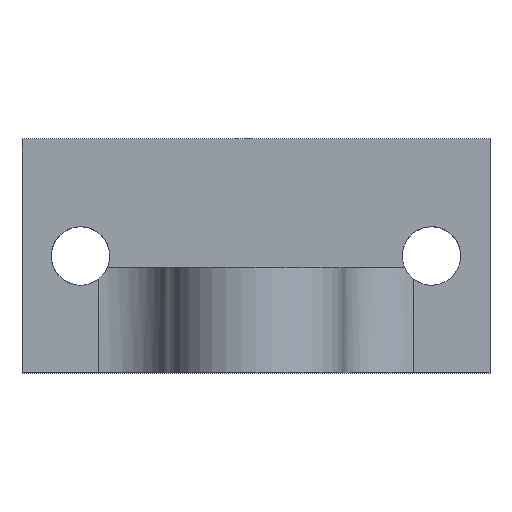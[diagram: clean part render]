
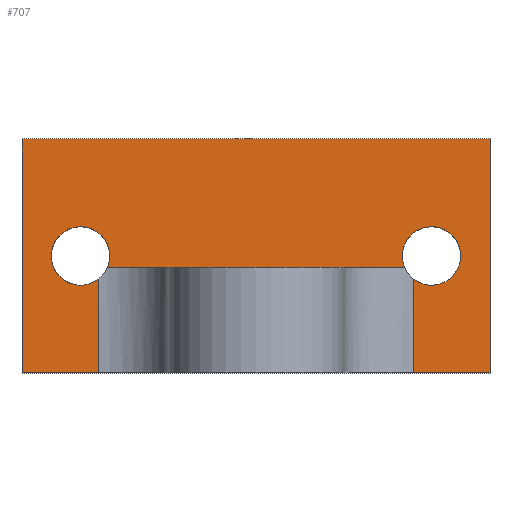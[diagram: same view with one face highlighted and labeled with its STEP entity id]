
A CAD part, top view. The second image highlights one B-rep face of the part: STEP entity #707.
In plain terms, the highlighted planar face has unit normal (0, 0, 1).
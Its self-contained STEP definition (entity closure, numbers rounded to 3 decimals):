
#24=PLANE('',#772);
#55=FACE_OUTER_BOUND('',#93,.T.);
#93=EDGE_LOOP('',(#544,#545,#546,#547,#548,#549,#550,#551,#552,#553,#554,
#555));
#126=CIRCLE('',#773,2.5);
#127=CIRCLE('',#774,2.5);
#128=CIRCLE('',#775,2.5);
#129=CIRCLE('',#776,2.5);
#192=LINE('',#1526,#237);
#196=LINE('',#1534,#241);
#200=LINE('',#1548,#245);
#203=LINE('',#1568,#248);
#205=LINE('',#1574,#250);
#206=LINE('',#1576,#251);
#207=LINE('',#1577,#252);
#208=LINE('',#1583,#253);
#237=VECTOR('',#867,10.);
#241=VECTOR('',#871,10.);
#245=VECTOR('',#885,10.);
#248=VECTOR('',#892,10.);
#250=VECTOR('',#898,10.);
#251=VECTOR('',#899,10.);
#252=VECTOR('',#900,10.);
#253=VECTOR('',#905,10.);
#311=VERTEX_POINT('',#1523);
#312=VERTEX_POINT('',#1525);
#315=VERTEX_POINT('',#1531);
#316=VERTEX_POINT('',#1533);
#321=VERTEX_POINT('',#1547);
#323=VERTEX_POINT('',#1560);
#326=VERTEX_POINT('',#1573);
#327=VERTEX_POINT('',#1575);
#328=VERTEX_POINT('',#1578);
#329=VERTEX_POINT('',#1580);
#330=VERTEX_POINT('',#1582);
#331=VERTEX_POINT('',#1584);
#396=EDGE_CURVE('',#312,#311,#192,.T.);
#400=EDGE_CURVE('',#316,#315,#196,.T.);
#407=EDGE_CURVE('',#316,#321,#200,.T.);
#412=EDGE_CURVE('',#323,#311,#203,.T.);
#415=EDGE_CURVE('',#315,#326,#205,.T.);
#416=EDGE_CURVE('',#326,#327,#206,.T.);
#417=EDGE_CURVE('',#327,#312,#207,.T.);
#418=EDGE_CURVE('',#323,#328,#126,.T.);
#419=EDGE_CURVE('',#328,#329,#127,.T.);
#420=EDGE_CURVE('',#329,#330,#208,.T.);
#421=EDGE_CURVE('',#330,#331,#128,.T.);
#422=EDGE_CURVE('',#331,#321,#129,.T.);
#544=ORIENTED_EDGE('',*,*,#407,.F.);
#545=ORIENTED_EDGE('',*,*,#400,.T.);
#546=ORIENTED_EDGE('',*,*,#415,.T.);
#547=ORIENTED_EDGE('',*,*,#416,.T.);
#548=ORIENTED_EDGE('',*,*,#417,.T.);
#549=ORIENTED_EDGE('',*,*,#396,.T.);
#550=ORIENTED_EDGE('',*,*,#412,.F.);
#551=ORIENTED_EDGE('',*,*,#418,.T.);
#552=ORIENTED_EDGE('',*,*,#419,.T.);
#553=ORIENTED_EDGE('',*,*,#420,.T.);
#554=ORIENTED_EDGE('',*,*,#421,.T.);
#555=ORIENTED_EDGE('',*,*,#422,.T.);
#707=ADVANCED_FACE('',(#55),#24,.T.);
#772=AXIS2_PLACEMENT_3D('',#1572,#896,#897);
#773=AXIS2_PLACEMENT_3D('',#1579,#901,#902);
#774=AXIS2_PLACEMENT_3D('',#1581,#903,#904);
#775=AXIS2_PLACEMENT_3D('',#1585,#906,#907);
#776=AXIS2_PLACEMENT_3D('',#1586,#908,#909);
#867=DIRECTION('',(1.,0.,0.));
#871=DIRECTION('',(1.,0.,0.));
#885=DIRECTION('',(0.,1.,0.));
#892=DIRECTION('',(0.,-1.,0.));
#896=DIRECTION('center_axis',(0.,0.,1.));
#897=DIRECTION('ref_axis',(1.,0.,0.));
#898=DIRECTION('',(0.,1.,0.));
#899=DIRECTION('',(-1.,0.,0.));
#900=DIRECTION('',(0.,-1.,0.));
#901=DIRECTION('center_axis',(0.,0.,-1.));
#902=DIRECTION('ref_axis',(1.,0.,0.));
#903=DIRECTION('center_axis',(0.,0.,-1.));
#904=DIRECTION('ref_axis',(1.,0.,0.));
#905=DIRECTION('',(1.,0.,0.));
#906=DIRECTION('center_axis',(0.,0.,-1.));
#907=DIRECTION('ref_axis',(1.,0.,0.));
#908=DIRECTION('center_axis',(0.,0.,-1.));
#909=DIRECTION('ref_axis',(1.,0.,0.));
#1523=CARTESIAN_POINT('',(-13.5,-10.,5.));
#1525=CARTESIAN_POINT('',(-20.,-10.,5.));
#1526=CARTESIAN_POINT('',(20.,-10.,5.));
#1531=CARTESIAN_POINT('',(20.,-10.,5.));
#1533=CARTESIAN_POINT('',(13.5,-10.,5.));
#1534=CARTESIAN_POINT('',(20.,-10.,5.));
#1547=CARTESIAN_POINT('',(13.5,-2.,5.));
#1548=CARTESIAN_POINT('',(13.5,-2.5,5.));
#1560=CARTESIAN_POINT('',(-13.5,-2.,5.));
#1568=CARTESIAN_POINT('',(-13.5,2.5,5.));
#1572=CARTESIAN_POINT('Origin',(0.,0.,5.));
#1573=CARTESIAN_POINT('',(20.,10.,5.));
#1574=CARTESIAN_POINT('',(20.,10.,5.));
#1575=CARTESIAN_POINT('',(-20.,10.,5.));
#1576=CARTESIAN_POINT('',(-20.,10.,5.));
#1577=CARTESIAN_POINT('',(-20.,-10.,5.));
#1578=CARTESIAN_POINT('',(-17.5,0.,5.));
#1579=CARTESIAN_POINT('Origin',(-15.,0.,5.));
#1580=CARTESIAN_POINT('',(-12.709,-1.,5.));
#1581=CARTESIAN_POINT('Origin',(-15.,0.,5.));
#1582=CARTESIAN_POINT('',(12.709,-1.,5.));
#1583=CARTESIAN_POINT('',(3.75,-1.,5.));
#1584=CARTESIAN_POINT('',(12.5,0.,5.));
#1585=CARTESIAN_POINT('Origin',(15.,0.,5.));
#1586=CARTESIAN_POINT('Origin',(15.,0.,5.));
